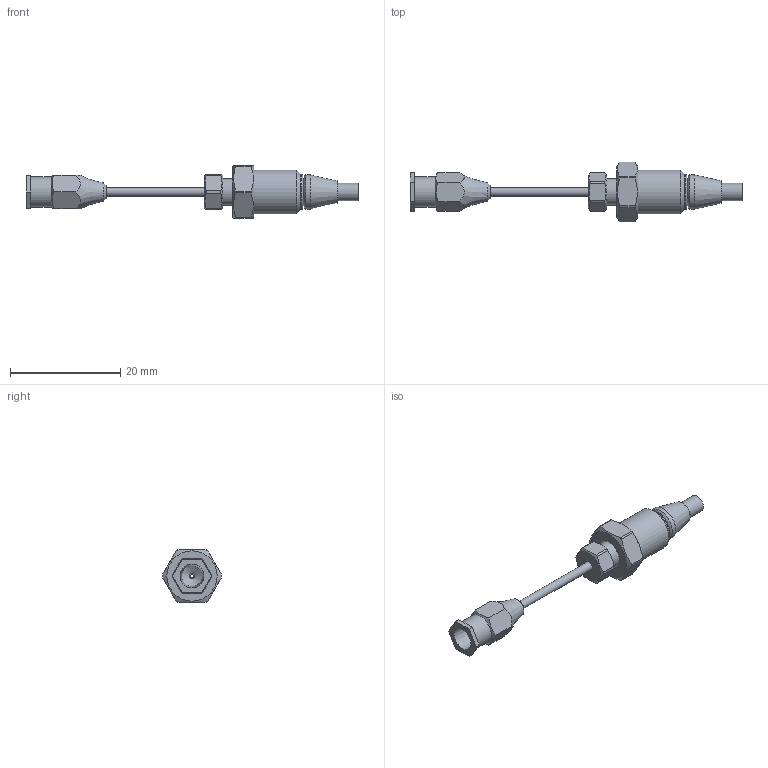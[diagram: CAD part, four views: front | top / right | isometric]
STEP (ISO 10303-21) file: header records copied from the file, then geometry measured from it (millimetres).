
FILE_DESCRIPTION((''),'2;1');
FILE_NAME('305095.stp','2010-06-10T14:46:12',('Franzp'),(''),'Autodesk Inventor 2009','Autodesk Inventor 2009','');
FILE_SCHEMA(('AUTOMOTIVE_DESIGN { 1 0 10303 214 1 1 1 1 }'));
Length unit declared in the file: millimetre
Products named in the file (7): 305095; 310128; 310127; 310126; 310168; 310102; 310101
Assembly tree (6 placements, depth 2):
  305095
    310128
    310127
    310126
    310168
    310102
    310101
Bounding box: 60.33 x 10.8 x 9.53 mm (x, y, z)
Volume: 1285.9 mm3; surface area: 2108.5 mm2
Topology: 6 solids, 6 shells, 99 faces, 224 edges, 144 vertices
Faces by surface type: plane 42, cylinder 22, bspline 15, cone 15, torus 5
Full cylindrical faces by diameter (mm): 1.587 x1, 3.175 x1, 3.6 x1, 3.684 x1, 3.962 x1, 4.826 x1, 5.588 x1, 6.223 x1, 6.35 x1, 7.938 x1
Entity records: 3041 total; most frequent: CARTESIAN_POINT 953, DIRECTION 406, ORIENTED_EDGE 334, AXIS2_PLACEMENT_3D 179, EDGE_CURVE 167, EDGE_LOOP 162, VERTEX_POINT 131, FACE_OUTER_BOUND 99
